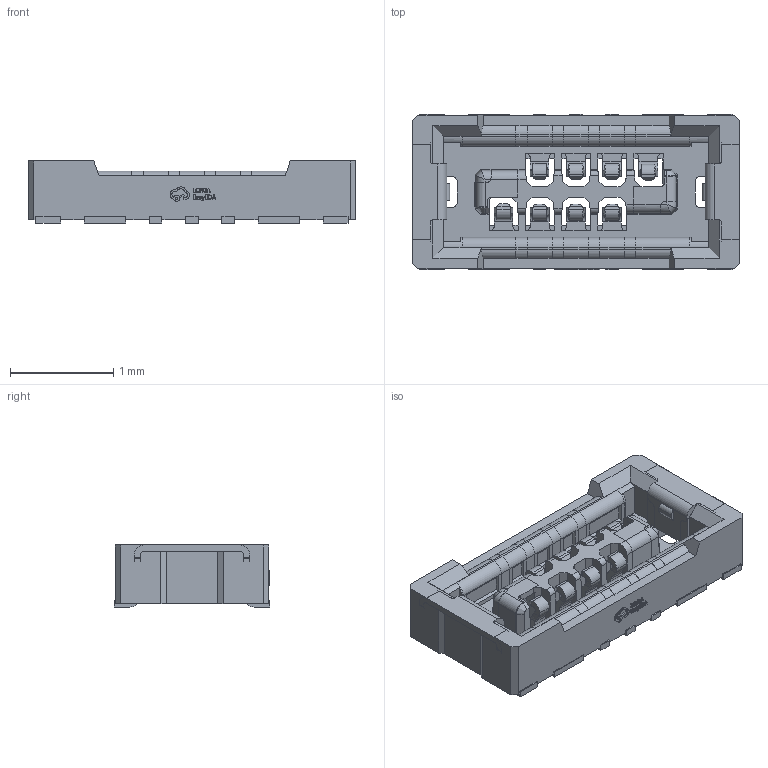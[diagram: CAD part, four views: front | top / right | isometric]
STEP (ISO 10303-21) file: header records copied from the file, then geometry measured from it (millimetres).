
FILE_DESCRIPTION(('CAx-IF Rec.Pracs.---Model Styling and Organization---1.5---2016-08-15','CAx-IF Rec.Pracs.---Geometric and Assembly Validation Properties---4.4---2016-08-17','CAx-IF Rec.Pracs.---User Defined Attributes---1.5---2016-08-15','CAx-IF Rec.Pracs.---External References---2.1---2005-01-19'),'2;1');
FILE_NAME('B2B GT-B0353FSV06-06B0201.stp','2025-04-07T15:37:27',('Unspecified'),('Unspecified'),'CAD Exchanger 3.11.0 (cadexchanger.com)','Unspecified','');
FILE_SCHEMA(('AUTOMOTIVE_DESIGN { 1 0 10303 214 1 1 1 1 }'));
Length unit declared in the file: millimetre
Products named in the file (4): PCBModel; PGDb-CN1; CONN-SMD_GT-B0353FSV06-06B0201; COMPOUND
Assembly tree (3 placements, depth 4):
  PCBModel
    PGDb-CN1
      CONN-SMD_GT-B0353FSV06-06B0201
        COMPOUND
Bounding box: 3.16 x 1.5 x 0.6 mm (x, y, z)
Volume: 1.6 mm3; surface area: 40 mm2
Topology: 13 solids, 13 shells, 1692 faces, 5019 edges, 3316 vertices
Faces by surface type: plane 1074, cylinder 516, bspline 102
Entity records: 69564 total; most frequent: CARTESIAN_POINT 12475, ORIENTED_EDGE 10038, DIRECTION 8722, EDGE_CURVE 5019, LINE 3630, VECTOR 3630, VERTEX_POINT 3316, AXIS2_PLACEMENT_3D 2546
